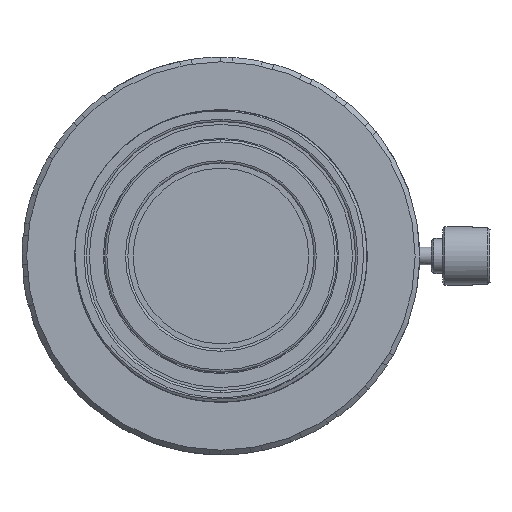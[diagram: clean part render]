
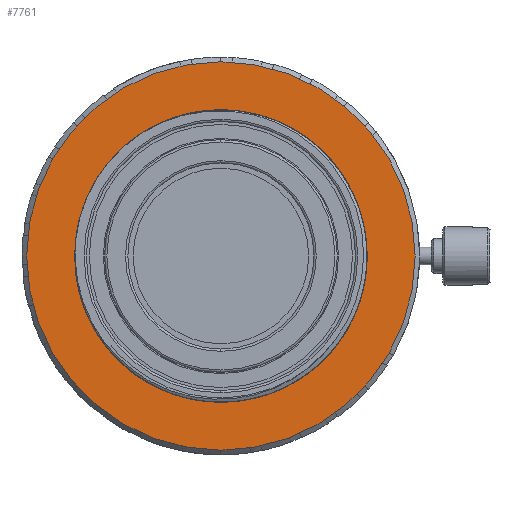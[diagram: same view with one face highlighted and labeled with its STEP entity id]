
A CAD part, front view. The second image highlights one B-rep face of the part: STEP entity #7761.
In plain terms, the highlighted planar face has unit normal (0, -1, 0).
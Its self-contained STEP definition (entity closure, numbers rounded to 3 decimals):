
#517=CARTESIAN_POINT('',(0.,3.901,0.));
#518=DIRECTION('',(0.,-1.,0.));
#519=DIRECTION('',(1.,0.,0.));
#520=AXIS2_PLACEMENT_3D('',#517,#518,#519);
#522=CARTESIAN_POINT('',(0.,3.901,0.));
#523=DIRECTION('',(0.,-1.,0.));
#524=DIRECTION('',(-1.,0.,0.));
#525=AXIS2_PLACEMENT_3D('',#522,#523,#524);
#527=CARTESIAN_POINT('',(0.,3.901,0.));
#528=DIRECTION('',(0.,1.,0.));
#529=DIRECTION('',(0.975,0.,-0.222));
#530=AXIS2_PLACEMENT_3D('',#527,#528,#529);
#1605=CARTESIAN_POINT('',(-12.115,3.901,
-3.079));
#1606=CARTESIAN_POINT('',(-12.196,3.901,
-2.743));
#1607=CARTESIAN_POINT('',(-12.331,3.901,
-2.066));
#1608=CARTESIAN_POINT('',(-12.448,3.901,
-1.036));
#1609=CARTESIAN_POINT('',(-12.47,3.901,
-0.346));
#1610=CARTESIAN_POINT('',(-12.466,3.901,
0.));
#1778=CARTESIAN_POINT('',(-12.466,3.901,
0.));
#1779=CARTESIAN_POINT('',(-12.463,3.901,
0.66));
#1780=CARTESIAN_POINT('',(-12.354,3.901,1.962));
#1781=CARTESIAN_POINT('',(-11.879,3.901,3.887));
#1782=CARTESIAN_POINT('',(-11.117,3.901,5.693));
#1783=CARTESIAN_POINT('',(-10.068,3.901,7.376));
#1784=CARTESIAN_POINT('',(-8.784,3.901,8.853));
#1785=CARTESIAN_POINT('',(-7.267,3.901,10.125));
#1786=CARTESIAN_POINT('',(-5.586,3.901,11.13));
#1787=CARTESIAN_POINT('',(-3.756,3.901,11.864));
#1788=CARTESIAN_POINT('',(-1.839,3.901,12.297));
#1789=CARTESIAN_POINT('',(0.116,3.901,12.425));
#1790=CARTESIAN_POINT('',(2.079,3.901,12.241));
#1791=CARTESIAN_POINT('',(3.968,3.901,11.755));
#1792=CARTESIAN_POINT('',(5.778,3.901,10.969));
#1793=CARTESIAN_POINT('',(7.419,3.901,9.921));
#1794=CARTESIAN_POINT('',(8.892,3.901,8.612));
#1795=CARTESIAN_POINT('',(9.712,3.901,7.611));
#1796=CARTESIAN_POINT('',(10.085,3.901,7.074));
#1823=CARTESIAN_POINT('',(10.085,3.901,7.074));
#1824=CARTESIAN_POINT('',(10.425,3.901,6.607));
#1825=CARTESIAN_POINT('',(11.032,3.901,5.636));
#1826=CARTESIAN_POINT('',(11.739,3.901,4.055));
#1827=CARTESIAN_POINT('',(12.217,3.901,2.394));
#1828=CARTESIAN_POINT('',(12.462,3.901,0.676));
#1829=CARTESIAN_POINT('',(12.464,3.901,-1.066));
#1830=CARTESIAN_POINT('',(12.307,3.901,-2.208));
#1831=CARTESIAN_POINT('',(12.188,3.901,-2.777));
#6977=CARTESIAN_POINT('',(16.6,3.901,0.));
#6978=CARTESIAN_POINT('',(-16.6,3.901,0.));
#6979=VERTEX_POINT('',#6977);
#6980=VERTEX_POINT('',#6978);
#7077=VERTEX_POINT('',#1605);
#7078=VERTEX_POINT('',#1610);
#7079=VERTEX_POINT('',#1823);
#7080=VERTEX_POINT('',#1831);
#7741=CARTESIAN_POINT('',(0.,3.901,0.));
#7742=DIRECTION('',(0.,-1.,0.));
#7743=DIRECTION('',(-1.,0.,0.));
#7744=AXIS2_PLACEMENT_3D('',#7741,#7742,#7743);
#7745=PLANE('',#7744);
#7746=ORIENTED_EDGE('',*,*,#7724,.F.);
#7748=ORIENTED_EDGE('',*,*,#7747,.F.);
#7749=EDGE_LOOP('',(#7746,#7748));
#7750=FACE_OUTER_BOUND('',#7749,.F.);
#7752=ORIENTED_EDGE('',*,*,#7751,.F.);
#7754=ORIENTED_EDGE('',*,*,#7753,.F.);
#7756=ORIENTED_EDGE('',*,*,#7755,.F.);
#7758=ORIENTED_EDGE('',*,*,#7757,.F.);
#7759=EDGE_LOOP('',(#7752,#7754,#7756,#7758));
#7760=FACE_BOUND('',#7759,.F.);
#521=CIRCLE('',#520,16.6);
#526=CIRCLE('',#525,16.6);
#531=CIRCLE('',#530,12.5);
#1611=B_SPLINE_CURVE_WITH_KNOTS('',3,(#1605,#1606,#1607,#1608,#1609,#1610),
.UNSPECIFIED.,.F.,.F.,(4,1,1,4),(0.,0.333,0.667,1.),
.UNSPECIFIED.);
#1797=B_SPLINE_CURVE_WITH_KNOTS('',3,(#1778,#1779,#1780,#1781,#1782,#1783,#1784,
#1785,#1786,#1787,#1788,#1789,#1790,#1791,#1792,#1793,#1794,#1795,#1796),
.UNSPECIFIED.,.F.,.F.,(4,1,1,1,1,1,1,1,1,1,1,1,1,1,1,1,4),(0.,0.063,0.125,
0.188,0.25,0.313,0.375,0.438,0.5,0.563,0.625,0.688,
0.75,0.813,0.875,0.938,1.),.UNSPECIFIED.);
#1832=B_SPLINE_CURVE_WITH_KNOTS('',3,(#1823,#1824,#1825,#1826,#1827,#1828,#1829,
#1830,#1831),.UNSPECIFIED.,.F.,.F.,(4,1,1,1,1,1,4),(0.,0.167,
0.333,0.5,0.667,0.833,1.),
.UNSPECIFIED.);
#7724=EDGE_CURVE('',#6979,#6980,#521,.T.);
#7747=EDGE_CURVE('',#6980,#6979,#526,.T.);
#7751=EDGE_CURVE('',#7080,#7077,#531,.T.);
#7753=EDGE_CURVE('',#7079,#7080,#1832,.T.);
#7755=EDGE_CURVE('',#7078,#7079,#1797,.T.);
#7757=EDGE_CURVE('',#7077,#7078,#1611,.T.);
#7761=ADVANCED_FACE('',(#7750,#7760),#7745,.T.);
